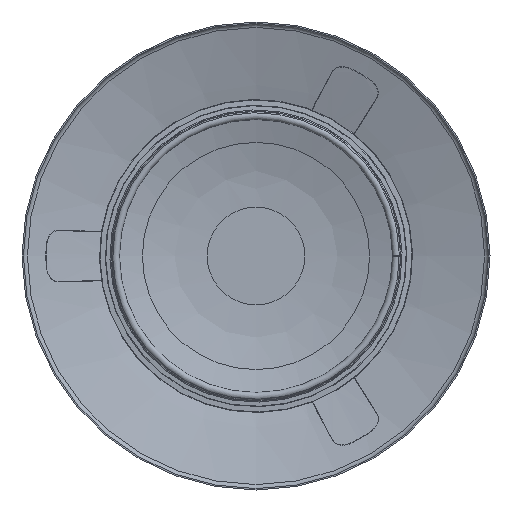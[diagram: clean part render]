
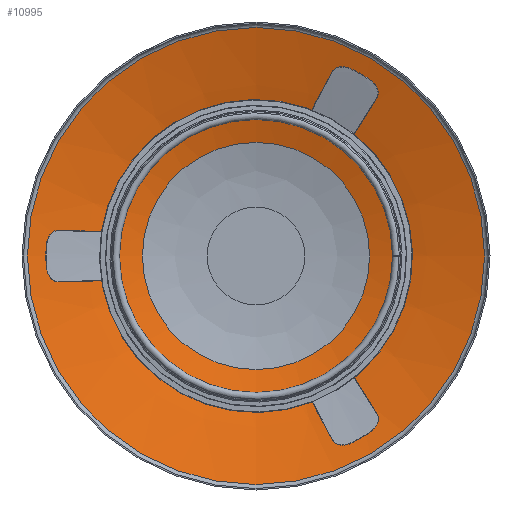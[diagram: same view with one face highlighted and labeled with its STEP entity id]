
A CAD part, front view. The second image highlights one B-rep face of the part: STEP entity #10995.
In plain terms, the highlighted conical face has half-angle 73.761 degrees and reference radius 73.484 mm.
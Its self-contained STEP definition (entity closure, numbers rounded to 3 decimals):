
#225=FACE_BOUND('',#3787,.T.);
#2521=CONICAL_SURFACE('',#12065,73.484,73.761);
#3049=FACE_OUTER_BOUND('',#3786,.T.);
#3786=EDGE_LOOP('',(#9836,#9837));
#3787=EDGE_LOOP('',(#9838));
#4415=CIRCLE('',#12064,98.171);
#4416=CIRCLE('',#12066,48.796);
#4417=CIRCLE('',#12067,48.796);
#5384=VERTEX_POINT('',#19131);
#5385=VERTEX_POINT('',#19134);
#5386=VERTEX_POINT('',#19135);
#6876=EDGE_CURVE('',#5384,#5384,#4415,.T.);
#6877=EDGE_CURVE('',#5385,#5386,#4416,.T.);
#6878=EDGE_CURVE('',#5386,#5385,#4417,.T.);
#9836=ORIENTED_EDGE('',*,*,#6877,.T.);
#9837=ORIENTED_EDGE('',*,*,#6878,.T.);
#9838=ORIENTED_EDGE('',*,*,#6876,.F.);
#10995=ADVANCED_FACE('',(#3049,#225),#2521,.F.);
#12064=AXIS2_PLACEMENT_3D('',#19132,#14992,#14993);
#12065=AXIS2_PLACEMENT_3D('',#19133,#14994,#14995);
#12066=AXIS2_PLACEMENT_3D('',#19136,#14996,#14997);
#12067=AXIS2_PLACEMENT_3D('',#19137,#14998,#14999);
#14992=DIRECTION('center_axis',(0.,1.,0.));
#14993=DIRECTION('ref_axis',(-1.,0.,0.));
#14994=DIRECTION('center_axis',(0.,-1.,0.));
#14995=DIRECTION('ref_axis',(-1.,0.,0.));
#14996=DIRECTION('center_axis',(0.,1.,0.));
#14997=DIRECTION('ref_axis',(-1.,0.,0.));
#14998=DIRECTION('center_axis',(0.,1.,0.));
#14999=DIRECTION('ref_axis',(-1.,0.,0.));
#19131=CARTESIAN_POINT('',(-98.171,21.053,0.));
#19132=CARTESIAN_POINT('Origin',(0.,21.053,
0.));
#19133=CARTESIAN_POINT('Origin',(0.,28.244,
0.));
#19134=CARTESIAN_POINT('',(-48.796,35.434,0.));
#19135=CARTESIAN_POINT('',(0.,35.434,-48.796));
#19136=CARTESIAN_POINT('Origin',(0.,35.434,
0.));
#19137=CARTESIAN_POINT('Origin',(0.,35.434,
0.));
